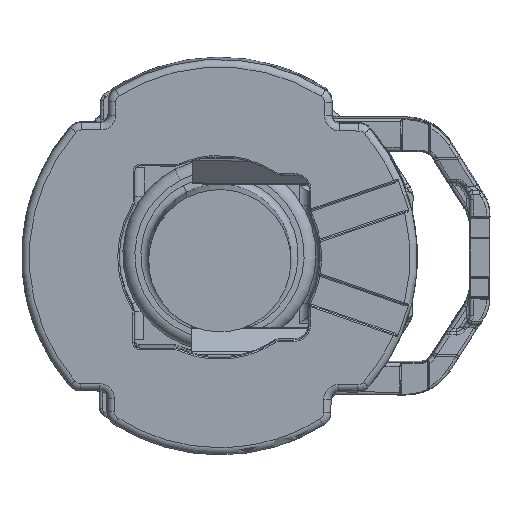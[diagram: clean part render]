
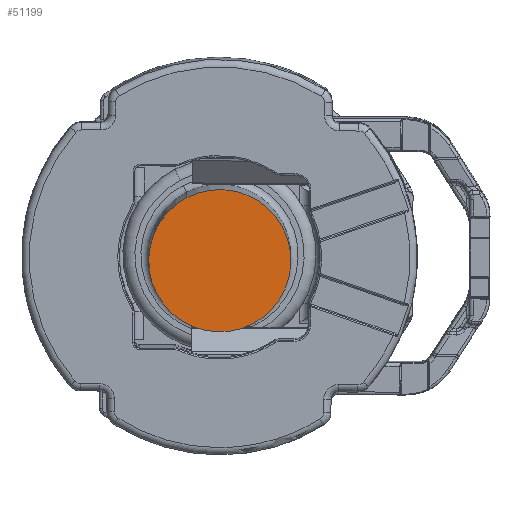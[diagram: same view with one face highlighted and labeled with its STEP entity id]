
A CAD part, left-side view. The second image highlights one B-rep face of the part: STEP entity #51199.
In plain terms, the highlighted planar face has unit normal (-1, -0.002, -0.025).
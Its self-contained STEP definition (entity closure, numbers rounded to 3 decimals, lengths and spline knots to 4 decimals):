
#51179=AXIS2_PLACEMENT_3D('Plane Axis2P3D',#51176,#51177,#51178) ;
#51183=AXIS2_PLACEMENT_3D('Circle Axis2P3D',#51181,#51182,$) ;
#51192=AXIS2_PLACEMENT_3D('Circle Axis2P3D',#51190,#51191,$) ;
#51176=CARTESIAN_POINT('Axis2P3D Location',(-19.4437,-0.0323,-0.4953)) ;
#51181=CARTESIAN_POINT('Axis2P3D Location',(-19.4437,-0.0323,-0.4953)) ;
#51185=CARTESIAN_POINT('Vertex',(-19.555,2.1679,3.7298)) ;
#51187=CARTESIAN_POINT('Vertex',(-19.3324,-2.2325,-4.7205)) ;
#51190=CARTESIAN_POINT('Axis2P3D Location',(-19.4437,-0.0323,-0.4953)) ;
#51177=DIRECTION('Axis2P3D Direction',(1.,0.002,0.025)) ;
#51178=DIRECTION('Axis2P3D XDirection',(0.025,0.02,-0.999)) ;
#51182=DIRECTION('Axis2P3D Direction',(1.,0.002,0.025)) ;
#51191=DIRECTION('Axis2P3D Direction',(1.,0.002,0.025)) ;
#51196=ORIENTED_EDGE('',*,*,#51189,.T.) ;
#51197=ORIENTED_EDGE('',*,*,#51194,.T.) ;
#51199=ADVANCED_FACE('SAE Male 3/8"',(#51198),#51180,.F.) ;
#51184=CIRCLE('generated circle',#51183,4.765) ;
#51193=CIRCLE('generated circle',#51192,4.765) ;
#51189=EDGE_CURVE('',#51186,#51188,#51184,.F.) ;
#51194=EDGE_CURVE('',#51188,#51186,#51193,.F.) ;
#51195=EDGE_LOOP('',(#51196,#51197)) ;
#51198=FACE_OUTER_BOUND('',#51195,.T.) ;
#51180=PLANE('',#51179) ;
#51186=VERTEX_POINT('',#51185) ;
#51188=VERTEX_POINT('',#51187) ;
